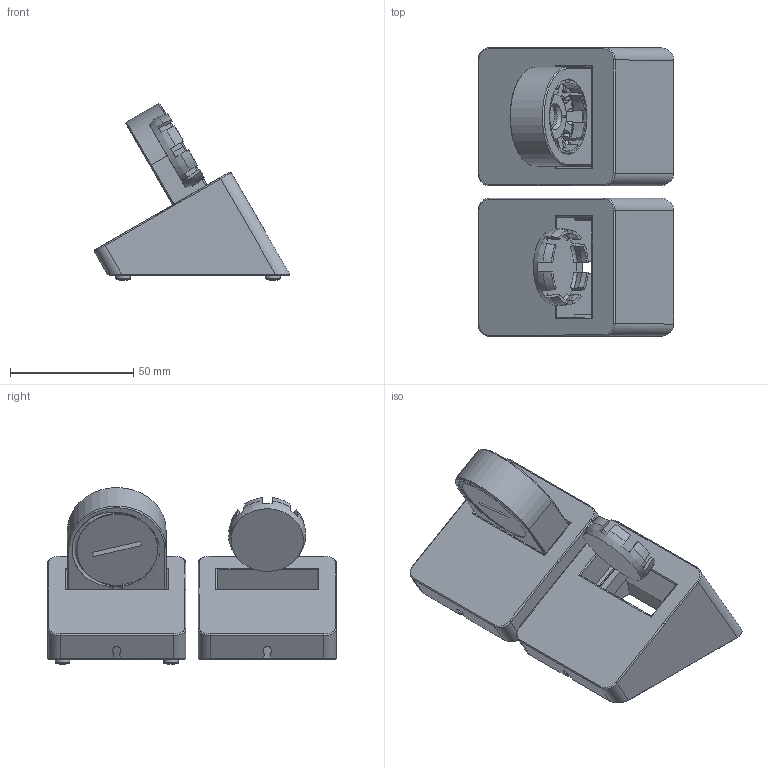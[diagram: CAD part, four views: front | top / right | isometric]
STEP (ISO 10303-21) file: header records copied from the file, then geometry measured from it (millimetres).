
FILE_DESCRIPTION(/* description */ (''),/* implementation_level */ '2;1');
FILE_NAME(/* name */ 'modular-apple-watch-dock.step',/* time_stamp */ '2021-04-23T06:55:25-04:00',/* author */ (''),/* organization */ (''),/* preprocessor_version */ 'ST-DEVELOPER v18.1',/* originating_system */ 'Autodesk Translation Framework v10.6.0.1341',/* authorisation */ '');
FILE_SCHEMA (('AUTOMOTIVE_DESIGN { 1 0 10303 214 3 1 1 }'));
Length unit declared in the file: millimetre
Products named in the file (9): apple-watch-dock; v3; base-holes; base-no-holes; charger-mount; jointed-claw; one-piece-claw; screw; feet
Assembly tree (8 placements, depth 3):
  apple-watch-dock
    v3
      base-holes
      base-no-holes
      charger-mount
      jointed-claw
      one-piece-claw
      screw
      feet
Bounding box: 79.27 x 117 x 71.71 mm (x, y, z)
Volume: 149042.6 mm3; surface area: 59889.9 mm2
Topology: 18 solids, 18 shells, 754 faces, 2062 edges, 1343 vertices
Faces by surface type: plane 382, cylinder 215, cone 64, bspline 48, torus 41, sphere 4
Full cylindrical faces by diameter (mm): 1.5 x8, 2 x8, 6 x4, 18 x1
Entity records: 33152 total; most frequent: CARTESIAN_POINT 13885, ORIENTED_EDGE 4124, DIRECTION 3835, EDGE_CURVE 2062, VERTEX_POINT 1343, AXIS2_PLACEMENT_3D 1325, LINE 1185, VECTOR 1185
